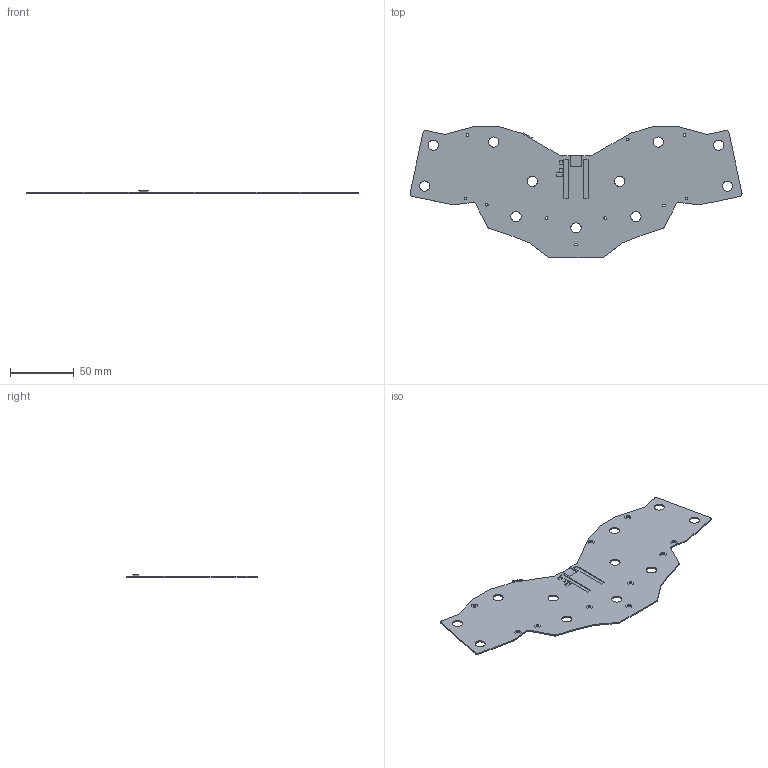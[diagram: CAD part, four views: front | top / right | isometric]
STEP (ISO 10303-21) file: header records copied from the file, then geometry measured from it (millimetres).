
FILE_DESCRIPTION(/* description */ ('STEP AP242','CAx-IF Rec.Pracs.---Representation and Presentation of Product Manufacturing Information (PMI)---4.0---2014-10-13','CAx-IF Rec.Pracs.---3D Tessellated Geometry---0.4---2014-09-14','2;1'),/* implementation_level */ '2;1');
FILE_NAME(/* name */ '6885029a6ff46652f652d342',/* time_stamp */ '2025-07-26T16:30:18Z',/* author */ (''),/* organization */ (''),/* preprocessor_version */ 'ST-DEVELOPER v20',/* originating_system */ 'ONSHAPE BY PTC INC, 1.201',/* authorisation */ ' ');
FILE_SCHEMA (('AP242_MANAGED_MODEL_BASED_3D_ENGINEERING_MIM_LF { 1 0 10303 442 1 1 4 }'));
Length unit declared in the file: metre
Products named in the file (1): Part 3
Bounding box: 261.09 x 103.74 x 2 mm (x, y, z)
Volume: 17113.4 mm3; surface area: 36069.1 mm2
Topology: 1 solids, 1 shells, 133 faces, 354 edges, 238 vertices
Faces by surface type: plane 77, cylinder 56
Full cylindrical faces by diameter (mm): 1.997 x1, 1.998 x2, 1.999 x2, 2 x2, 2.001 x1, 2.003 x2, 4.989 x1, 4.998 x1, 5.002 x1, 5.003 x2, 5.004 x1, 5.005 x2, 5.006 x1, 5.008 x1, 7.999 x1, 8 x7, 8.004 x1, 8.006 x1, 8.007 x1
Entity records: 4029 total; most frequent: DIRECTION 693, CARTESIAN_POINT 675, ORIENTED_EDGE 626, EDGE_CURVE 313, AXIS2_PLACEMENT_3D 246, VERTEX_POINT 228, EDGE_LOOP 221, FACE_BOUND 221
